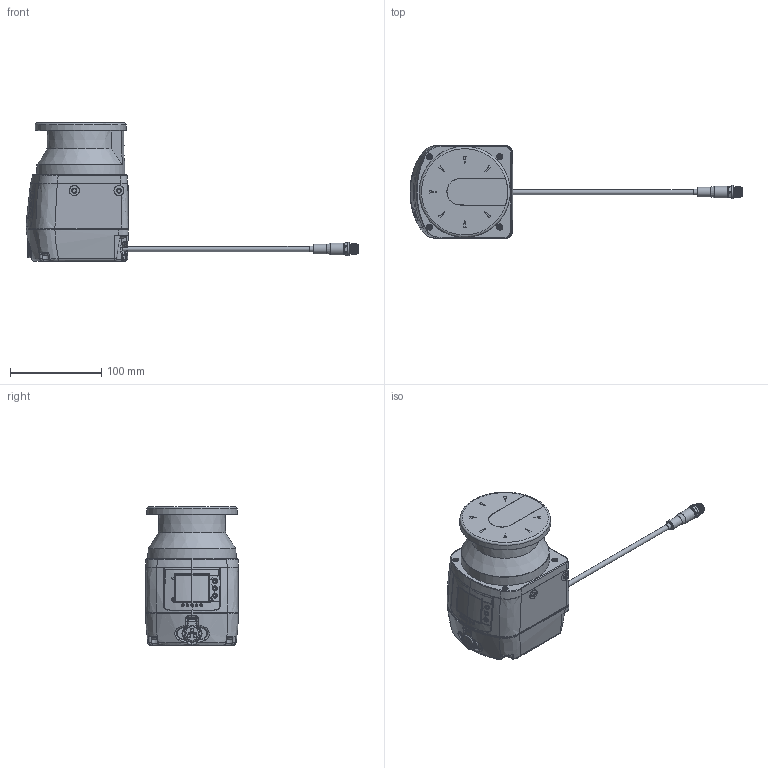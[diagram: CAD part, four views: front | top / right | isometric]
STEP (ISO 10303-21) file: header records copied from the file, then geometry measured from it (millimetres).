
FILE_DESCRIPTION(/* description */ ('STEP AP214'),/* implementation_level */ '2;1');
FILE_NAME(/* name */ 'ASL10 3D.stp',/* time_stamp */ '2024-12-04T17:07:03+08:00',/* author */ ('Administrator'),/* organization */ (''),/* preprocessor_version */ 'ST-DEVELOPER v19.2',/* originating_system */ 'Autodesk Inventor 2024',/* authorisation */ '');
FILE_SCHEMA (('CONFIG_CONTROL_DESIGN'));
Length unit declared in the file: millimetre
Products named in the file (1): ASL10 3D--
Bounding box: 364.2 x 102 x 152.15 mm (x, y, z)
Volume: 48.6 mm3; surface area: 94473.1 mm2
Topology: 3 solids, 5 shells, 1399 faces, 3476 edges, 2134 vertices
Faces by surface type: bspline 427, plane 424, cylinder 346, cone 120, torus 62, sphere 20
Full cylindrical faces by diameter (mm): 0.8 x8, 1.9 x2, 2 x5, 3.838 x4, 4 x4, 4.1 x4, 4.2 x4, 5 x2, 5.3 x2, 5.5 x4, 5.6 x1, 5.9 x1, 6.2 x1, 6.664 x2, 6.8 x2, 7.6 x4, 8.3 x1, 9 x1, 9.4 x2, 9.8 x1, 10.4 x1, 10.5 x1, 10.6 x2, 10.7 x6, 11 x4, 12 x4, 13 x1, 14.5 x1
Entity records: 82609 total; most frequent: CARTESIAN_POINT 50722, ORIENTED_EDGE 6880, DIRECTION 5633, EDGE_CURVE 3443, AXIS2_PLACEMENT_3D 2250, VERTEX_POINT 2134, EDGE_LOOP 1515, FACE_OUTER_BOUND 1399
